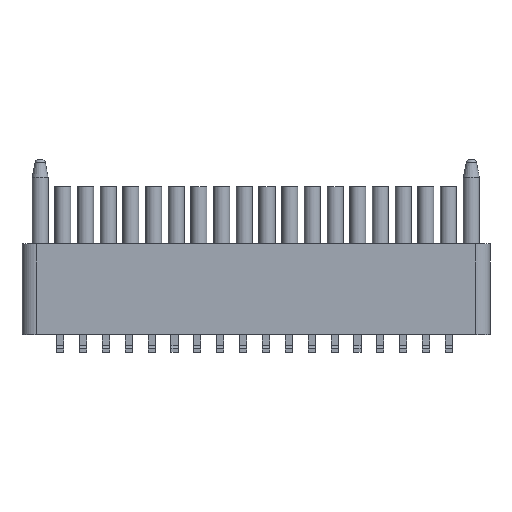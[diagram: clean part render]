
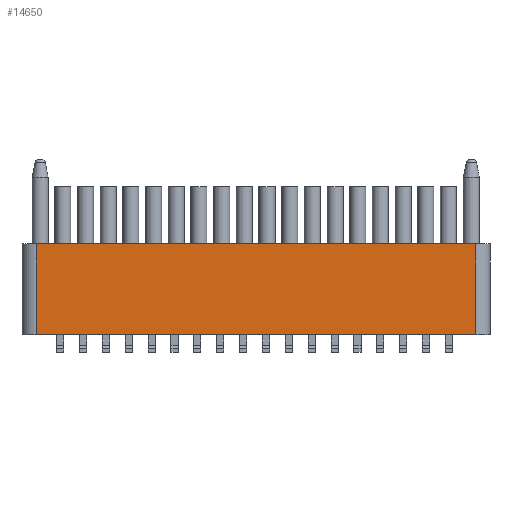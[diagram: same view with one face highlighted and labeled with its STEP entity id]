
A CAD part, front view. The second image highlights one B-rep face of the part: STEP entity #14650.
In plain terms, the highlighted planar face has unit normal (0, -1, 0).
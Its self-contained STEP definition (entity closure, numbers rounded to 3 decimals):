
#954 = CARTESIAN_POINT ( 'NONE',  ( 6.55, -0.89, 0.5 ) ) ;
#1154 = CARTESIAN_POINT ( 'NONE',  ( 6.15, -0.89, 3.04 ) ) ;
#1824 = AXIS2_PLACEMENT_3D ( 'NONE', #17775, #15686, #15803 ) ;
#2122 = PLANE ( 'NONE',  #1824 ) ;
#2591 = LINE ( 'NONE', #1154, #7641 ) ;
#2713 = VERTEX_POINT ( 'NONE', #14921 ) ;
#2938 = CARTESIAN_POINT ( 'NONE',  ( -6.15, -0.89, 3.04 ) ) ;
#3123 = CARTESIAN_POINT ( 'NONE',  ( 6.15, -0.89, 3.04 ) ) ;
#3250 = DIRECTION ( 'NONE',  ( 0., 0., -1. ) ) ;
#3380 = VECTOR ( 'NONE', #15038, 1000. ) ;
#3881 = ORIENTED_EDGE ( 'NONE', *, *, #9466, .T. ) ;
#5339 = DIRECTION ( 'NONE',  ( 1., 0., 0. ) ) ;
#5654 = VECTOR ( 'NONE', #3250, 1000. ) ;
#7611 = DIRECTION ( 'NONE',  ( 0., 0., 1. ) ) ;
#7641 = VECTOR ( 'NONE', #7611, 1000. ) ;
#8023 = LINE ( 'NONE', #14714, #11999 ) ;
#8373 = FACE_OUTER_BOUND ( 'NONE', #12468, .T. ) ;
#8492 = CARTESIAN_POINT ( 'NONE',  ( -6.15, -0.89, 0.5 ) ) ;
#8663 = EDGE_CURVE ( 'NONE', #2713, #14841, #2591, .T. ) ;
#8672 = EDGE_CURVE ( 'NONE', #18330, #2713, #19657, .T. ) ;
#9466 = EDGE_CURVE ( 'NONE', #12741, #18330, #15492, .T. ) ;
#11999 = VECTOR ( 'NONE', #5339, 1000. ) ;
#12124 = ORIENTED_EDGE ( 'NONE', *, *, #17798, .F. ) ;
#12468 = EDGE_LOOP ( 'NONE', ( #18346, #13145, #12124, #3881 ) ) ;
#12741 = VERTEX_POINT ( 'NONE', #15257 ) ;
#13145 = ORIENTED_EDGE ( 'NONE', *, *, #8663, .T. ) ;
#14650 = ADVANCED_FACE ( 'NONE', ( #8373 ), #2122, .F. ) ;
#14714 = CARTESIAN_POINT ( 'NONE',  ( 6.55, -0.89, 3.04 ) ) ;
#14841 = VERTEX_POINT ( 'NONE', #3123 ) ;
#14921 = CARTESIAN_POINT ( 'NONE',  ( 6.15, -0.89, 0.5 ) ) ;
#15038 = DIRECTION ( 'NONE',  ( 1., 0., 0. ) ) ;
#15257 = CARTESIAN_POINT ( 'NONE',  ( -6.15, -0.89, 3.04 ) ) ;
#15492 = LINE ( 'NONE', #2938, #5654 ) ;
#15686 = DIRECTION ( 'NONE',  ( 0., 1., 0. ) ) ;
#15803 = DIRECTION ( 'NONE',  ( -1., 0., 0. ) ) ;
#17775 = CARTESIAN_POINT ( 'NONE',  ( 6.55, -0.89, 3.04 ) ) ;
#17798 = EDGE_CURVE ( 'NONE', #12741, #14841, #8023, .T. ) ;
#18330 = VERTEX_POINT ( 'NONE', #8492 ) ;
#18346 = ORIENTED_EDGE ( 'NONE', *, *, #8672, .T. ) ;
#19657 = LINE ( 'NONE', #954, #3380 ) ;
